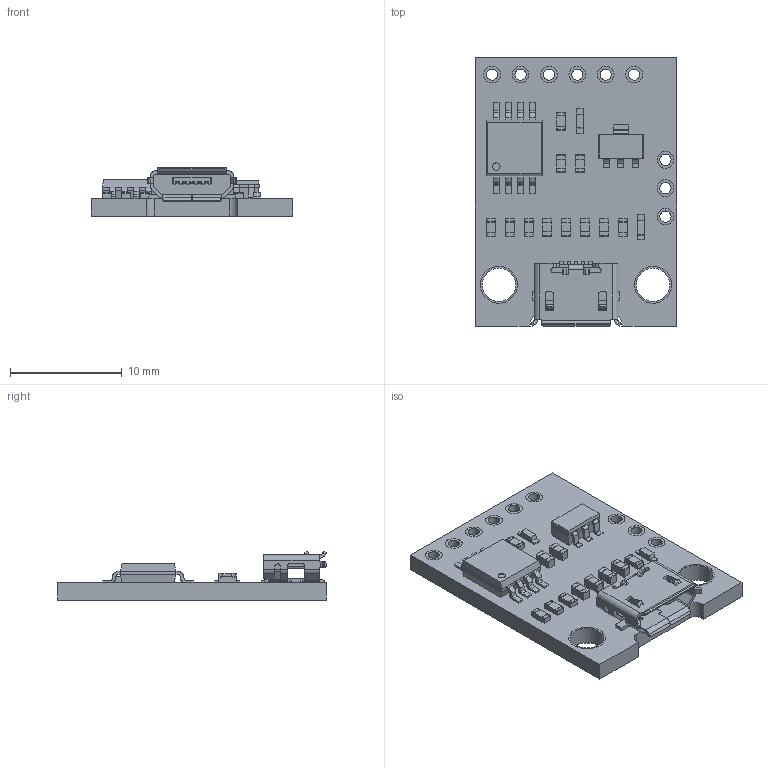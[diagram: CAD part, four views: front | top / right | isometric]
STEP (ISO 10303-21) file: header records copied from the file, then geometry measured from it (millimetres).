
FILE_DESCRIPTION(/* description */ (''),/* implementation_level */ '2;1');
FILE_NAME(/* name */ 'Digispark Attiny85.step',/* time_stamp */ '2020-12-14T08:36:33-03:00',/* author */ (''),/* organization */ (''),/* preprocessor_version */ 'ST-DEVELOPER v18.1',/* originating_system */ 'Autodesk Translation Framework v9.7.1.1290',/* authorisation */ '');
FILE_SCHEMA (('AUTOMOTIVE_DESIGN { 1 0 10303 214 3 1 1 }'));
Length unit declared in the file: millimetre
Products named in the file (21): Digispark Attiny85; PCB; Pads B; Pads F; Components; Component17; Component24; Component23; Component21; Component22; Component20; Component31; Component19; Component18; Component25; Component28; Component30; Component26; Component27; Component29; Micro USB
Assembly tree (20 placements, depth 3):
  Digispark Attiny85
    PCB
      Pads B
      Pads F
    Components
      Component17
      Component24
      Component23
      Component21
      Component22
      Component20
      Component31
      Component19
      Component18
      Component25
      Component28
      Component30
      Component26
      Component27
      Component29
      Micro USB
Bounding box: 18 x 24 x 4.33 mm (x, y, z)
Volume: 754.9 mm3; surface area: 1602.2 mm2
Topology: 45 solids, 45 shells, 1199 faces, 3111 edges, 2014 vertices
Faces by surface type: plane 783, cylinder 383, bspline 33
Full cylindrical faces by diameter (mm): 0.664 x1, 1 x27, 1.5 x36, 3 x6, 3.3 x8
Entity records: 37548 total; most frequent: CARTESIAN_POINT 6816, DIRECTION 6305, ORIENTED_EDGE 6174, EDGE_CURVE 3087, LINE 2283, VECTOR 2283, VERTEX_POINT 2014, AXIS2_PLACEMENT_3D 2011
